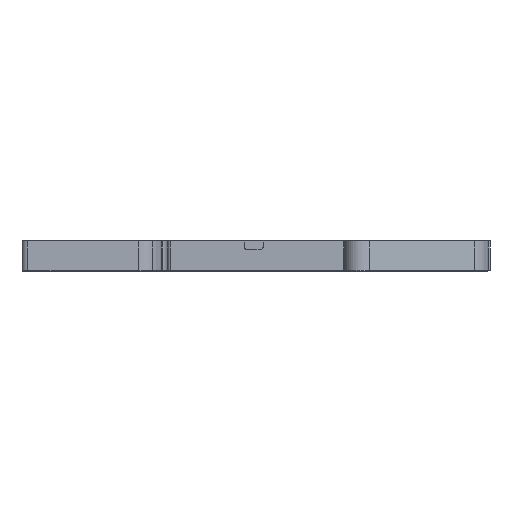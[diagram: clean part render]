
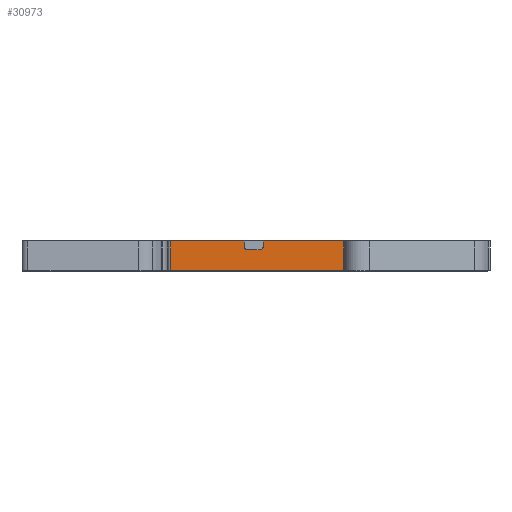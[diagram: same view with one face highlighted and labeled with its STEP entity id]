
A CAD part, front view. The second image highlights one B-rep face of the part: STEP entity #30973.
In plain terms, the highlighted planar face has unit normal (0, -1, 0).
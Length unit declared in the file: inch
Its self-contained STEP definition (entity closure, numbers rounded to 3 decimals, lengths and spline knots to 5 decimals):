
#1296 = VERTEX_POINT ( 'NONE', #1360 ) ;
#1360 = CARTESIAN_POINT ( 'NONE',  ( 0.04023, 0., 0.20276 ) ) ;
#1435 = CARTESIAN_POINT ( 'NONE',  ( 0.60441, 0., 0.00591 ) ) ;
#1567 = ORIENTED_EDGE ( 'NONE', *, *, #30584, .F. ) ;
#2051 = PLANE ( 'NONE',  #17480 ) ;
#3125 = VECTOR ( 'NONE', #4682, 39.37008 ) ;
#4682 = DIRECTION ( 'NONE',  ( 0., 0., 1. ) ) ;
#4862 = CARTESIAN_POINT ( 'NONE',  ( 0.02054, 0., 0.1437 ) ) ;
#4907 = CARTESIAN_POINT ( 'NONE',  ( 0.60441, 0., 0.20276 ) ) ;
#4918 = CARTESIAN_POINT ( 'NONE',  ( -0.06607, 0., 0.1437 ) ) ;
#4995 = CARTESIAN_POINT ( 'NONE',  ( -0.08576, 0., 0.20276 ) ) ;
#5192 = CARTESIAN_POINT ( 'NONE',  ( -0.08576, 0., 0.16339 ) ) ;
#5945 = EDGE_CURVE ( 'NONE', #1296, #9103, #12655, .T. ) ;
#6202 = CARTESIAN_POINT ( 'NONE',  ( 0., 0., 0.00591 ) ) ;
#6485 = EDGE_LOOP ( 'NONE', ( #1567, #18840, #9615, #25957, #29899, #13593, #26610, #17584, #32769, #15654 ) ) ;
#7940 = VECTOR ( 'NONE', #23692, 39.37008 ) ;
#8717 = CARTESIAN_POINT ( 'NONE',  ( 0.03207, 0., 0.1437 ) ) ;
#8761 = CARTESIAN_POINT ( 'NONE',  ( 0., 0., 0.1437 ) ) ;
#8967 = EDGE_CURVE ( 'NONE', #21618, #21490, #14221, .T. ) ;
#9103 = VERTEX_POINT ( 'NONE', #18004 ) ;
#9615 = ORIENTED_EDGE ( 'NONE', *, *, #9841, .F. ) ;
#9632 = VECTOR ( 'NONE', #22483, 39.37008 ) ;
#9841 = EDGE_CURVE ( 'NONE', #9103, #21618, #28564, .T. ) ;
#9878 = VERTEX_POINT ( 'NONE', #31550 ) ;
#10297 = CARTESIAN_POINT ( 'NONE',  ( -0.08576, 0., 0.16339 ) ) ;
#10432 = LINE ( 'NONE', #26267, #3125 ) ;
#11058 = EDGE_CURVE ( 'NONE', #33206, #29545, #22855, .T. ) ;
#12420 = DIRECTION ( 'NONE',  ( 1., 0., 0. ) ) ;
#12573 = CARTESIAN_POINT ( 'NONE',  ( -0.0776, 0., 0.1437 ) ) ;
#12655 = LINE ( 'NONE', #28844, #24241 ) ;
#12819 = DIRECTION ( 'NONE',  ( 1., 0., 0. ) ) ;
#13530 = VECTOR ( 'NONE', #13995, 39.37008 ) ;
#13593 = ORIENTED_EDGE ( 'NONE', *, *, #19305, .F. ) ;
#13595 = LINE ( 'NONE', #24202, #7940 ) ;
#13778 = VECTOR ( 'NONE', #28919, 39.37008 ) ;
#13995 = DIRECTION ( 'NONE',  ( 1., 0., 0. ) ) ;
#14221 = LINE ( 'NONE', #6202, #28185 ) ;
#15206 = CARTESIAN_POINT ( 'NONE',  ( 0., 0., 0.20276 ) ) ;
#15601 = DIRECTION ( 'NONE',  ( 0., 1., 0. ) ) ;
#15654 = ORIENTED_EDGE ( 'NONE', *, *, #11058, .F. ) ;
#15823 = EDGE_CURVE ( 'NONE', #29545, #26678, #13595, .T. ) ;
#17480 = AXIS2_PLACEMENT_3D ( 'NONE', #26066, #15601, #26226 ) ;
#17584 = ORIENTED_EDGE ( 'NONE', *, *, #31064, .F. ) ;
#18004 = CARTESIAN_POINT ( 'NONE',  ( 0.60441, 0., 0.20276 ) ) ;
#18840 = ORIENTED_EDGE ( 'NONE', *, *, #8967, .F. ) ;
#18915 = EDGE_CURVE ( 'NONE', #20744, #26673, #19382, .T. ) ;
#18940 = EDGE_CURVE ( 'NONE', #9878, #1296, #30005, .T. ) ;
#19305 = EDGE_CURVE ( 'NONE', #26673, #9878, #27157, .T. ) ;
#19382 = LINE ( 'NONE', #8761, #13530 ) ;
#19720 = CARTESIAN_POINT ( 'NONE',  ( -0.58243, 0., 0.20276 ) ) ;
#20117 = CARTESIAN_POINT ( 'NONE',  ( -0.06607, 0., 0.1437 ) ) ;
#20744 = VERTEX_POINT ( 'NONE', #20117 ) ;
#20943 =( BOUNDED_CURVE ( )  B_SPLINE_CURVE ( 3, ( #10297, #26311, #12573, #4918 ),
 .UNSPECIFIED., .F., .F. ) 
 B_SPLINE_CURVE_WITH_KNOTS ( ( 4, 4 ),
 ( 3.14159, 4.71239 ),
 .UNSPECIFIED. ) 
 CURVE ( )  GEOMETRIC_REPRESENTATION_ITEM ( )  RATIONAL_B_SPLINE_CURVE ( ( 1., 0.805, 0.805, 1. ) ) 
 REPRESENTATION_ITEM ( '' )  );
#21490 = VERTEX_POINT ( 'NONE', #22969 ) ;
#21618 = VERTEX_POINT ( 'NONE', #1435 ) ;
#22483 = DIRECTION ( 'NONE',  ( 0., 0., 1. ) ) ;
#22855 = LINE ( 'NONE', #15206, #33292 ) ;
#22969 = CARTESIAN_POINT ( 'NONE',  ( -0.58243, 0., 0.00591 ) ) ;
#23692 = DIRECTION ( 'NONE',  ( 0., 0., -1. ) ) ;
#24202 = CARTESIAN_POINT ( 'NONE',  ( -0.08576, 0., 0.20276 ) ) ;
#24241 = VECTOR ( 'NONE', #12819, 39.37008 ) ;
#25232 = CARTESIAN_POINT ( 'NONE',  ( 0.02054, 0., 0.1437 ) ) ;
#25957 = ORIENTED_EDGE ( 'NONE', *, *, #5945, .F. ) ;
#26066 = CARTESIAN_POINT ( 'NONE',  ( 0., 0., 0.20276 ) ) ;
#26226 = DIRECTION ( 'NONE',  ( -1., 0., 0. ) ) ;
#26267 = CARTESIAN_POINT ( 'NONE',  ( -0.58243, 0., 0.20276 ) ) ;
#26311 = CARTESIAN_POINT ( 'NONE',  ( -0.08576, 0., 0.15185 ) ) ;
#26610 = ORIENTED_EDGE ( 'NONE', *, *, #18915, .F. ) ;
#26673 = VERTEX_POINT ( 'NONE', #4862 ) ;
#26678 = VERTEX_POINT ( 'NONE', #5192 ) ;
#27157 =( BOUNDED_CURVE ( )  B_SPLINE_CURVE ( 3, ( #25232, #8717, #30482, #33099 ),
 .UNSPECIFIED., .F., .F. ) 
 B_SPLINE_CURVE_WITH_KNOTS ( ( 4, 4 ),
 ( 1.5708, 3.14159 ),
 .UNSPECIFIED. ) 
 CURVE ( )  GEOMETRIC_REPRESENTATION_ITEM ( )  RATIONAL_B_SPLINE_CURVE ( ( 1., 0.805, 0.805, 1. ) ) 
 REPRESENTATION_ITEM ( '' )  );
#28185 = VECTOR ( 'NONE', #29896, 39.37008 ) ;
#28486 = FACE_OUTER_BOUND ( 'NONE', #6485, .T. ) ;
#28564 = LINE ( 'NONE', #4907, #13778 ) ;
#28844 = CARTESIAN_POINT ( 'NONE',  ( 0., 0., 0.20276 ) ) ;
#28919 = DIRECTION ( 'NONE',  ( 0., 0., -1. ) ) ;
#29545 = VERTEX_POINT ( 'NONE', #4995 ) ;
#29896 = DIRECTION ( 'NONE',  ( -1., 0., 0. ) ) ;
#29899 = ORIENTED_EDGE ( 'NONE', *, *, #18940, .F. ) ;
#30005 = LINE ( 'NONE', #33325, #9632 ) ;
#30482 = CARTESIAN_POINT ( 'NONE',  ( 0.04023, 0., 0.15185 ) ) ;
#30584 = EDGE_CURVE ( 'NONE', #21490, #33206, #10432, .T. ) ;
#30973 = ADVANCED_FACE ( 'NONE', ( #28486 ), #2051, .F. ) ;
#31064 = EDGE_CURVE ( 'NONE', #26678, #20744, #20943, .T. ) ;
#31550 = CARTESIAN_POINT ( 'NONE',  ( 0.04023, 0., 0.16339 ) ) ;
#32769 = ORIENTED_EDGE ( 'NONE', *, *, #15823, .F. ) ;
#33099 = CARTESIAN_POINT ( 'NONE',  ( 0.04023, 0., 0.16339 ) ) ;
#33206 = VERTEX_POINT ( 'NONE', #19720 ) ;
#33292 = VECTOR ( 'NONE', #12420, 39.37008 ) ;
#33325 = CARTESIAN_POINT ( 'NONE',  ( 0.04023, 0., 0.20276 ) ) ;
